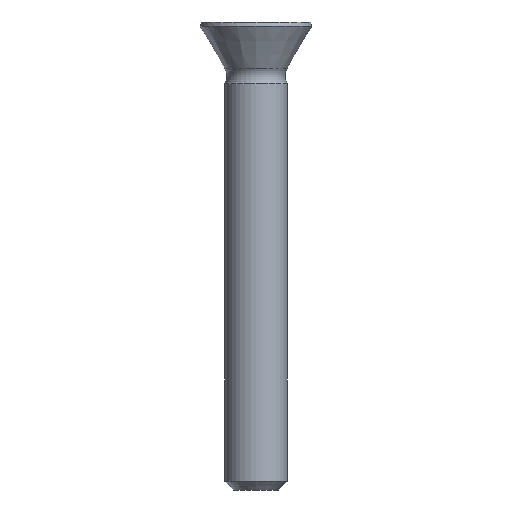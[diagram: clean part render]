
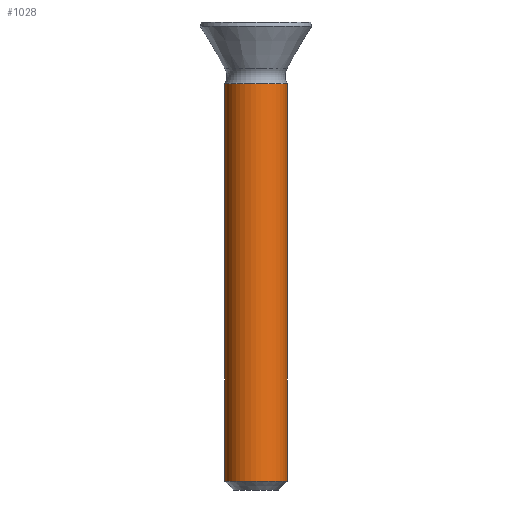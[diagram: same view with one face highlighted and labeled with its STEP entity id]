
A CAD part, front view. The second image highlights one B-rep face of the part: STEP entity #1028.
In plain terms, the highlighted cylindrical face has radius 0.7 mm (diameter 1.4 mm), a full revolution.
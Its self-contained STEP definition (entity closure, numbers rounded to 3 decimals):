
#116=CYLINDRICAL_SURFACE('',#1103,0.7);
#173=FACE_OUTER_BOUND('',#234,.T.);
#234=EDGE_LOOP('',(#956,#957,#958,#959,#960));
#315=LINE('',#2020,#395);
#395=VECTOR('',#1288,0.7);
#398=CIRCLE('',#1057,0.7);
#402=CIRCLE('',#1061,0.7);
#415=CIRCLE('',#1102,0.7);
#418=VERTEX_POINT('',#1299);
#419=VERTEX_POINT('',#1300);
#514=VERTEX_POINT('',#2016);
#518=EDGE_CURVE('',#418,#419,#398,.T.);
#522=EDGE_CURVE('',#419,#418,#402,.T.);
#662=EDGE_CURVE('',#514,#514,#415,.T.);
#664=EDGE_CURVE('',#419,#514,#315,.T.);
#956=ORIENTED_EDGE('',*,*,#518,.T.);
#957=ORIENTED_EDGE('',*,*,#664,.T.);
#958=ORIENTED_EDGE('',*,*,#662,.T.);
#959=ORIENTED_EDGE('',*,*,#664,.F.);
#960=ORIENTED_EDGE('',*,*,#522,.T.);
#1028=ADVANCED_FACE('',(#173),#116,.T.);
#1057=AXIS2_PLACEMENT_3D('',#1301,#1116,#1117);
#1061=AXIS2_PLACEMENT_3D('',#1307,#1124,#1125);
#1102=AXIS2_PLACEMENT_3D('',#2017,#1283,#1284);
#1103=AXIS2_PLACEMENT_3D('',#2019,#1286,#1287);
#1116=DIRECTION('center_axis',(0.,0.,-1.));
#1117=DIRECTION('ref_axis',(1.,0.,0.));
#1124=DIRECTION('center_axis',(0.,0.,-1.));
#1125=DIRECTION('ref_axis',(1.,0.,0.));
#1283=DIRECTION('center_axis',(0.,0.,1.));
#1284=DIRECTION('ref_axis',(0.,-1.,0.));
#1286=DIRECTION('center_axis',(0.,0.,1.));
#1287=DIRECTION('ref_axis',(0.,-1.,0.));
#1288=DIRECTION('',(0.,0.,-1.));
#1299=CARTESIAN_POINT('',(0.7,0.,0.915));
#1300=CARTESIAN_POINT('',(0.,0.7,0.915));
#1301=CARTESIAN_POINT('Origin',(0.,0.,0.915));
#1307=CARTESIAN_POINT('Origin',(0.,0.,0.915));
#2016=CARTESIAN_POINT('',(0.,0.7,-8.));
#2017=CARTESIAN_POINT('Origin',(0.,0.,-8.));
#2019=CARTESIAN_POINT('Origin',(0.,0.,-4.));
#2020=CARTESIAN_POINT('',(0.,0.7,-4.));
